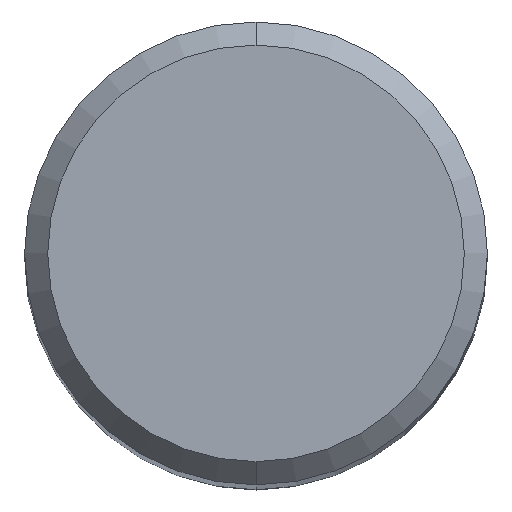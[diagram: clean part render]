
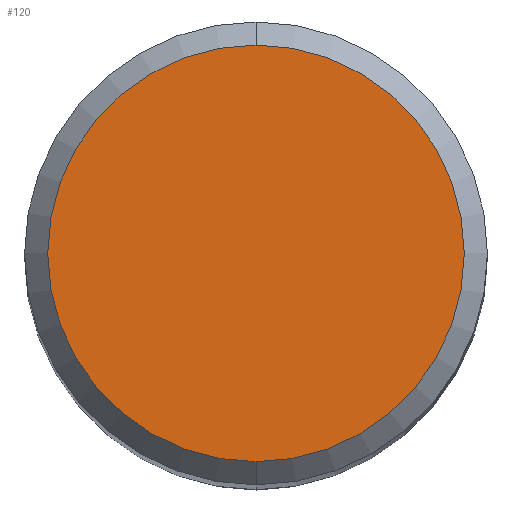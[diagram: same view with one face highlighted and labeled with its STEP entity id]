
A CAD part, top view. The second image highlights one B-rep face of the part: STEP entity #120.
In plain terms, the highlighted planar face has unit normal (0, 0, 1).
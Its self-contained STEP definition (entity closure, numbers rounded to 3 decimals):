
#116=VERTEX_POINT('',#263);
#120=ADVANCED_FACE('',(#267),#268,.T.);
#130=EDGE_CURVE('',#188,#116,#279,.T.);
#176=EDGE_CURVE('',#116,#188,#333,.T.);
#188=VERTEX_POINT('',#345);
#263=CARTESIAN_POINT('',(0.0,5.4,0.0));
#267=FACE_OUTER_BOUND('',#432,.T.);
#268=PLANE('',#433);
#279=CIRCLE('',#449,5.4);
#333=CIRCLE('',#517,5.4);
#345=CARTESIAN_POINT('',(0.,-5.4,0.0));
#432=EDGE_LOOP('',(#604,#605));
#433=AXIS2_PLACEMENT_3D('',#606,#607,#608);
#449=AXIS2_PLACEMENT_3D('',#618,#619,#620);
#517=AXIS2_PLACEMENT_3D('',#700,#701,#702);
#604=ORIENTED_EDGE('',*,*,#176,.F.);
#605=ORIENTED_EDGE('',*,*,#130,.F.);
#606=CARTESIAN_POINT('',(0.0,2.7,0.0));
#607=DIRECTION('',(-0.0,0.0,1.0));
#608=DIRECTION('',(0.0,-1.0,0.0));
#618=CARTESIAN_POINT('',(0.0,0.0,0.0));
#619=DIRECTION('',(0.0,0.0,-1.0));
#620=DIRECTION('',(0.0,1.0,0.0));
#700=CARTESIAN_POINT('',(0.0,0.0,0.0));
#701=DIRECTION('',(0.0,0.0,-1.0));
#702=DIRECTION('',(0.0,1.0,0.0));
